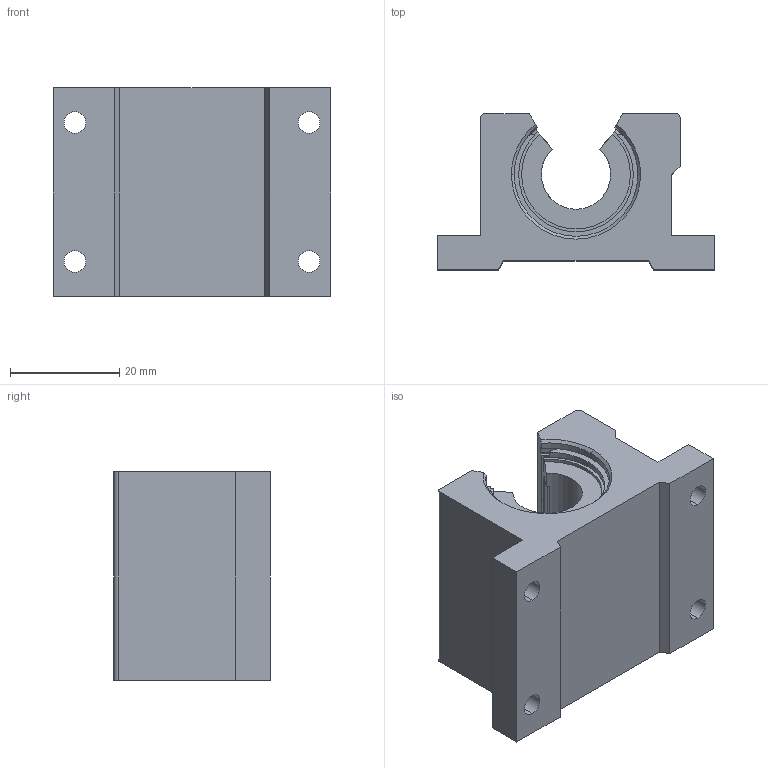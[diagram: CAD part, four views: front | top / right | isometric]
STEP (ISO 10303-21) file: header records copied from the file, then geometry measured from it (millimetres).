
FILE_DESCRIPTION (( 'STEP AP203' ), '1' );
FILE_NAME ('IPPN08G.step', '2023-06-07T12:28:14', ( '' ), ( '' ), 'SwSTEP 2.0', 'SolidWorks 2021', '' );
FILE_SCHEMA (( 'CONFIG_CONTROL_DESIGN' ));
Length unit declared in the file: inch
Products named in the file (1): IPPN08G
Bounding box: 50.8 x 28.57 x 38.1 mm (x, y, z)
Volume: 30798.2 mm3; surface area: 13645.1 mm2
Topology: 5 solids, 5 shells, 152 faces, 408 edges, 265 vertices
Faces by surface type: cylinder 74, plane 47, cone 21, torus 10
Entity records: 5060 total; most frequent: CARTESIAN_POINT 1050, DIRECTION 863, ORIENTED_EDGE 816, EDGE_CURVE 408, AXIS2_PLACEMENT_3D 334, VERTEX_POINT 265, VECTOR 195, LINE 195
